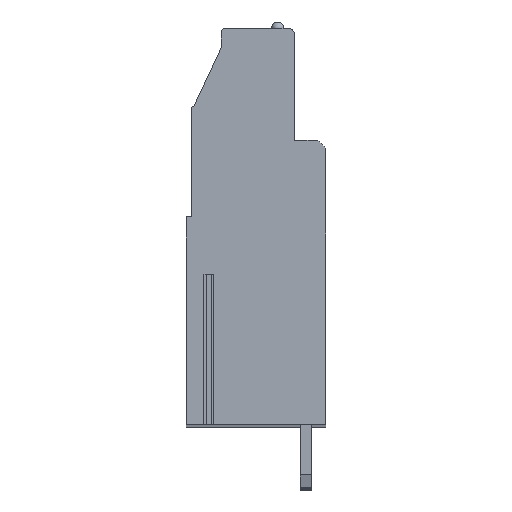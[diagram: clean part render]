
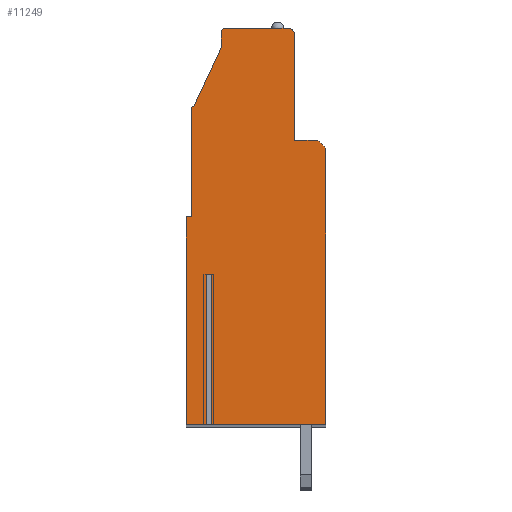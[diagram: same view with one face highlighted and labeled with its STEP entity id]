
A CAD part, top view. The second image highlights one B-rep face of the part: STEP entity #11249.
In plain terms, the highlighted planar face has unit normal (0, 0, 1).
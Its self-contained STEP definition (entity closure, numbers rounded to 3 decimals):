
#28=DIRECTION('',(-1.,0.,0.));
#29=VECTOR('',#28,0.38);
#30=CARTESIAN_POINT('',(-3.56,-3.8,114.3));
#31=LINE('',#30,#29);
#32=DIRECTION('',(0.,1.,0.));
#33=VECTOR('',#32,11.95);
#34=CARTESIAN_POINT('',(-3.94,-15.75,114.3));
#35=LINE('',#34,#33);
#36=DIRECTION('',(1.,0.,0.));
#37=VECTOR('',#36,1.61);
#38=CARTESIAN_POINT('',(-5.55,-15.75,114.3));
#39=LINE('',#38,#37);
#40=DIRECTION('',(0.,-1.,0.));
#41=VECTOR('',#40,16.5);
#42=CARTESIAN_POINT('',(-5.55,0.75,114.3));
#43=LINE('',#42,#41);
#44=DIRECTION('',(-1.,0.,0.));
#45=VECTOR('',#44,0.4);
#46=CARTESIAN_POINT('',(-5.15,0.75,114.3));
#47=LINE('',#46,#45);
#48=DIRECTION('',(0.,-1.,0.));
#49=VECTOR('',#48,8.6);
#50=CARTESIAN_POINT('',(-5.15,9.35,114.3));
#51=LINE('',#50,#49);
#52=CARTESIAN_POINT('',(-4.95,9.35,114.3));
#53=DIRECTION('',(0.,0.,1.));
#54=DIRECTION('',(0.,1.,0.));
#55=AXIS2_PLACEMENT_3D('',#52,#53,#54);
#57=DIRECTION('',(-0.424,-0.906,0.));
#58=VECTOR('',#57,5.189);
#59=CARTESIAN_POINT('',(-2.75,14.25,114.3));
#60=LINE('',#59,#58);
#61=DIRECTION('',(0.,-1.,0.));
#62=VECTOR('',#61,1.2);
#63=CARTESIAN_POINT('',(-2.75,15.45,114.3));
#64=LINE('',#63,#62);
#65=CARTESIAN_POINT('',(-2.45,15.45,114.3));
#66=DIRECTION('',(0.,0.,1.));
#67=DIRECTION('',(0.,1.,0.));
#68=AXIS2_PLACEMENT_3D('',#65,#66,#67);
#70=DIRECTION('',(-1.,0.,0.));
#71=VECTOR('',#70,5.);
#72=CARTESIAN_POINT('',(2.55,15.75,114.3));
#73=LINE('',#72,#71);
#74=CARTESIAN_POINT('',(2.55,15.25,114.3));
#75=DIRECTION('',(0.,0.,1.));
#76=DIRECTION('',(1.,0.,0.));
#77=AXIS2_PLACEMENT_3D('',#74,#75,#76);
#79=DIRECTION('',(0.,1.,0.));
#80=VECTOR('',#79,8.4);
#81=CARTESIAN_POINT('',(3.05,6.85,114.3));
#82=LINE('',#81,#80);
#83=DIRECTION('',(-1.,0.,0.));
#84=VECTOR('',#83,1.5);
#85=CARTESIAN_POINT('',(4.55,6.85,114.3));
#86=LINE('',#85,#84);
#87=CARTESIAN_POINT('',(4.55,5.85,114.3));
#88=DIRECTION('',(0.,0.,1.));
#89=DIRECTION('',(1.,0.,0.));
#90=AXIS2_PLACEMENT_3D('',#87,#88,#89);
#92=DIRECTION('',(0.,1.,0.));
#93=VECTOR('',#92,21.6);
#94=CARTESIAN_POINT('',(5.55,-15.75,114.3));
#95=LINE('',#94,#93);
#96=DIRECTION('',(1.,0.,0.));
#97=VECTOR('',#96,9.11);
#98=CARTESIAN_POINT('',(-3.56,-15.75,114.3));
#99=LINE('',#98,#97);
#100=DIRECTION('',(0.,1.,0.));
#101=VECTOR('',#100,11.95);
#102=CARTESIAN_POINT('',(-3.56,-15.75,114.3));
#103=LINE('',#102,#101);
#8654=CARTESIAN_POINT('',(5.55,-15.75,114.3));
#8655=CARTESIAN_POINT('',(5.55,5.85,114.3));
#8656=VERTEX_POINT('',#8654);
#8657=VERTEX_POINT('',#8655);
#8658=CARTESIAN_POINT('',(4.55,6.85,114.3));
#8659=VERTEX_POINT('',#8658);
#8660=CARTESIAN_POINT('',(3.05,6.85,114.3));
#8661=VERTEX_POINT('',#8660);
#8662=CARTESIAN_POINT('',(3.05,15.25,114.3));
#8663=VERTEX_POINT('',#8662);
#8664=CARTESIAN_POINT('',(2.55,15.75,114.3));
#8665=VERTEX_POINT('',#8664);
#8666=CARTESIAN_POINT('',(-2.45,15.75,114.3));
#8667=VERTEX_POINT('',#8666);
#8668=CARTESIAN_POINT('',(-2.75,15.45,114.3));
#8669=VERTEX_POINT('',#8668);
#8670=CARTESIAN_POINT('',(-2.75,14.25,114.3));
#8671=VERTEX_POINT('',#8670);
#8672=CARTESIAN_POINT('',(-4.95,9.55,114.3));
#8673=VERTEX_POINT('',#8672);
#8674=CARTESIAN_POINT('',(-5.55,0.75,114.3));
#8675=CARTESIAN_POINT('',(-5.55,-15.75,114.3));
#8676=VERTEX_POINT('',#8674);
#8677=VERTEX_POINT('',#8675);
#8722=CARTESIAN_POINT('',(-3.56,-3.8,114.3));
#8723=CARTESIAN_POINT('',(-3.94,-3.8,114.3));
#8724=VERTEX_POINT('',#8722);
#8725=VERTEX_POINT('',#8723);
#8726=CARTESIAN_POINT('',(-3.56,-15.75,114.3));
#8727=VERTEX_POINT('',#8726);
#8728=CARTESIAN_POINT('',(-3.94,-15.75,114.3));
#8729=VERTEX_POINT('',#8728);
#8738=CARTESIAN_POINT('',(-5.15,9.35,114.3));
#8739=VERTEX_POINT('',#8738);
#8740=CARTESIAN_POINT('',(-5.15,0.75,114.3));
#8741=VERTEX_POINT('',#8740);
#11206=CARTESIAN_POINT('',(0.,0.,114.3));
#11207=DIRECTION('',(0.,0.,1.));
#11208=DIRECTION('',(1.,0.,0.));
#11209=AXIS2_PLACEMENT_3D('',#11206,#11207,#11208);
#11210=PLANE('',#11209);
#11212=ORIENTED_EDGE('',*,*,#11211,.T.);
#11214=ORIENTED_EDGE('',*,*,#11213,.F.);
#11216=ORIENTED_EDGE('',*,*,#11215,.F.);
#11218=ORIENTED_EDGE('',*,*,#11217,.F.);
#11220=ORIENTED_EDGE('',*,*,#11219,.F.);
#11222=ORIENTED_EDGE('',*,*,#11221,.F.);
#11224=ORIENTED_EDGE('',*,*,#11223,.F.);
#11226=ORIENTED_EDGE('',*,*,#11225,.F.);
#11228=ORIENTED_EDGE('',*,*,#11227,.F.);
#11230=ORIENTED_EDGE('',*,*,#11229,.F.);
#11232=ORIENTED_EDGE('',*,*,#11231,.F.);
#11234=ORIENTED_EDGE('',*,*,#11233,.F.);
#11236=ORIENTED_EDGE('',*,*,#11235,.F.);
#11238=ORIENTED_EDGE('',*,*,#11237,.F.);
#11240=ORIENTED_EDGE('',*,*,#11239,.F.);
#11242=ORIENTED_EDGE('',*,*,#11241,.F.);
#11244=ORIENTED_EDGE('',*,*,#11243,.F.);
#11246=ORIENTED_EDGE('',*,*,#11245,.T.);
#11247=EDGE_LOOP('',(#11212,#11214,#11216,#11218,#11220,#11222,#11224,#11226,
#11228,#11230,#11232,#11234,#11236,#11238,#11240,#11242,#11244,#11246));
#11248=FACE_OUTER_BOUND('',#11247,.F.);
#56=CIRCLE('',#55,0.2);
#69=CIRCLE('',#68,0.3);
#78=CIRCLE('',#77,0.5);
#91=CIRCLE('',#90,1.);
#11211=EDGE_CURVE('',#8724,#8725,#31,.T.);
#11213=EDGE_CURVE('',#8729,#8725,#35,.T.);
#11215=EDGE_CURVE('',#8677,#8729,#39,.T.);
#11217=EDGE_CURVE('',#8676,#8677,#43,.T.);
#11219=EDGE_CURVE('',#8741,#8676,#47,.T.);
#11221=EDGE_CURVE('',#8739,#8741,#51,.T.);
#11223=EDGE_CURVE('',#8673,#8739,#56,.T.);
#11225=EDGE_CURVE('',#8671,#8673,#60,.T.);
#11227=EDGE_CURVE('',#8669,#8671,#64,.T.);
#11229=EDGE_CURVE('',#8667,#8669,#69,.T.);
#11231=EDGE_CURVE('',#8665,#8667,#73,.T.);
#11233=EDGE_CURVE('',#8663,#8665,#78,.T.);
#11235=EDGE_CURVE('',#8661,#8663,#82,.T.);
#11237=EDGE_CURVE('',#8659,#8661,#86,.T.);
#11239=EDGE_CURVE('',#8657,#8659,#91,.T.);
#11241=EDGE_CURVE('',#8656,#8657,#95,.T.);
#11243=EDGE_CURVE('',#8727,#8656,#99,.T.);
#11245=EDGE_CURVE('',#8727,#8724,#103,.T.);
#11249=ADVANCED_FACE('',(#11248),#11210,.T.);
